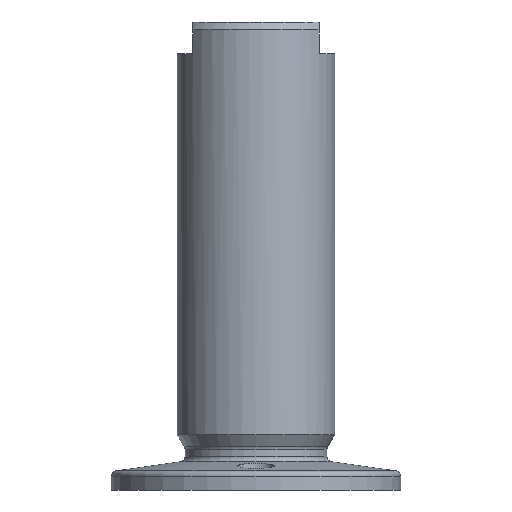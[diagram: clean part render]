
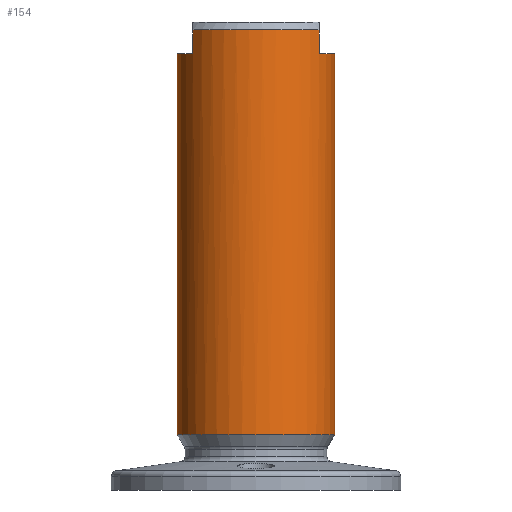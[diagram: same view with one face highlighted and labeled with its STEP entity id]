
A CAD part, front view. The second image highlights one B-rep face of the part: STEP entity #154.
In plain terms, the highlighted cylindrical face has radius 15 mm (diameter 30 mm), a full revolution.
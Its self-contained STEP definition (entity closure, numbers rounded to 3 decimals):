
#93=CYLINDRICAL_SURFACE('',#379,15.);
#113=FACE_BOUND('',#189,.T.);
#114=FACE_BOUND('',#190,.T.);
#135=LINE('',#519,#143);
#136=LINE('',#524,#144);
#137=LINE('',#525,#145);
#138=LINE('',#529,#146);
#143=VECTOR('',#430,1.);
#144=VECTOR('',#433,1.);
#145=VECTOR('',#434,1.);
#146=VECTOR('',#437,1.);
#154=ADVANCED_FACE('',(#113,#114),#93,.T.);
#189=EDGE_LOOP('',(#249,#250,#251,#252,#253,#254,#255,#256));
#190=EDGE_LOOP('',(#257));
#214=CIRCLE('',#361,15.);
#223=CIRCLE('',#375,15.);
#224=CIRCLE('',#376,15.);
#225=CIRCLE('',#377,15.);
#226=CIRCLE('',#378,15.);
#249=ORIENTED_EDGE('',*,*,#335,.F.);
#250=ORIENTED_EDGE('',*,*,#336,.F.);
#251=ORIENTED_EDGE('',*,*,#337,.F.);
#252=ORIENTED_EDGE('',*,*,#323,.T.);
#253=ORIENTED_EDGE('',*,*,#338,.F.);
#254=ORIENTED_EDGE('',*,*,#339,.F.);
#255=ORIENTED_EDGE('',*,*,#340,.F.);
#256=ORIENTED_EDGE('',*,*,#341,.T.);
#257=ORIENTED_EDGE('',*,*,#342,.F.);
#296=VERTEX_POINT('',#487);
#298=VERTEX_POINT('',#490);
#308=VERTEX_POINT('',#520);
#309=VERTEX_POINT('',#521);
#310=VERTEX_POINT('',#523);
#311=VERTEX_POINT('',#526);
#312=VERTEX_POINT('',#528);
#313=VERTEX_POINT('',#530);
#314=VERTEX_POINT('',#533);
#323=EDGE_CURVE('',#298,#296,#214,.T.);
#335=EDGE_CURVE('',#308,#309,#135,.T.);
#336=EDGE_CURVE('',#310,#308,#223,.T.);
#337=EDGE_CURVE('',#298,#310,#136,.T.);
#338=EDGE_CURVE('',#311,#296,#137,.T.);
#339=EDGE_CURVE('',#312,#311,#224,.T.);
#340=EDGE_CURVE('',#313,#312,#138,.T.);
#341=EDGE_CURVE('',#313,#309,#225,.T.);
#342=EDGE_CURVE('',#314,#314,#226,.T.);
#361=AXIS2_PLACEMENT_3D('',#489,#400,#401);
#375=AXIS2_PLACEMENT_3D('',#522,#431,#432);
#376=AXIS2_PLACEMENT_3D('',#527,#435,#436);
#377=AXIS2_PLACEMENT_3D('',#531,#438,#439);
#378=AXIS2_PLACEMENT_3D('',#532,#440,#441);
#379=AXIS2_PLACEMENT_3D('',#534,#442,#443);
#400=DIRECTION('',(0.,0.,-1.));
#401=DIRECTION('',(1.,0.,0.));
#430=DIRECTION('',(0.,0.,1.));
#431=DIRECTION('',(0.,0.,1.));
#432=DIRECTION('',(-1.,0.,0.));
#433=DIRECTION('',(0.,0.,-1.));
#434=DIRECTION('',(0.,0.,1.));
#435=DIRECTION('',(0.,0.,1.));
#436=DIRECTION('',(-1.,0.,0.));
#437=DIRECTION('',(0.,0.,-1.));
#438=DIRECTION('',(0.,0.,-1.));
#439=DIRECTION('',(1.,0.,0.));
#440=DIRECTION('',(0.,0.,-1.));
#441=DIRECTION('',(-1.,0.,0.));
#442=DIRECTION('',(0.,0.,-1.));
#443=DIRECTION('',(-1.,0.,0.));
#487=CARTESIAN_POINT('',(-12.,-9.,87.5));
#489=CARTESIAN_POINT('',(0.,0.,87.5));
#490=CARTESIAN_POINT('',(12.,-9.,87.5));
#519=CARTESIAN_POINT('',(12.,9.,89.));
#520=CARTESIAN_POINT('',(12.,9.,83.));
#521=CARTESIAN_POINT('',(12.,9.,87.5));
#522=CARTESIAN_POINT('',(0.,0.,83.));
#523=CARTESIAN_POINT('',(12.,-9.,83.));
#524=CARTESIAN_POINT('',(12.,-9.,89.));
#525=CARTESIAN_POINT('',(-12.,-9.,89.));
#526=CARTESIAN_POINT('',(-12.,-9.,83.));
#527=CARTESIAN_POINT('',(0.,0.,83.));
#528=CARTESIAN_POINT('',(-12.,9.,83.));
#529=CARTESIAN_POINT('',(-12.,9.,89.));
#530=CARTESIAN_POINT('',(-12.,9.,87.5));
#531=CARTESIAN_POINT('',(0.,0.,87.5));
#532=CARTESIAN_POINT('',(0.,0.,10.5));
#533=CARTESIAN_POINT('',(-15.,0.,10.5));
#534=CARTESIAN_POINT('',(0.,0.,89.));
